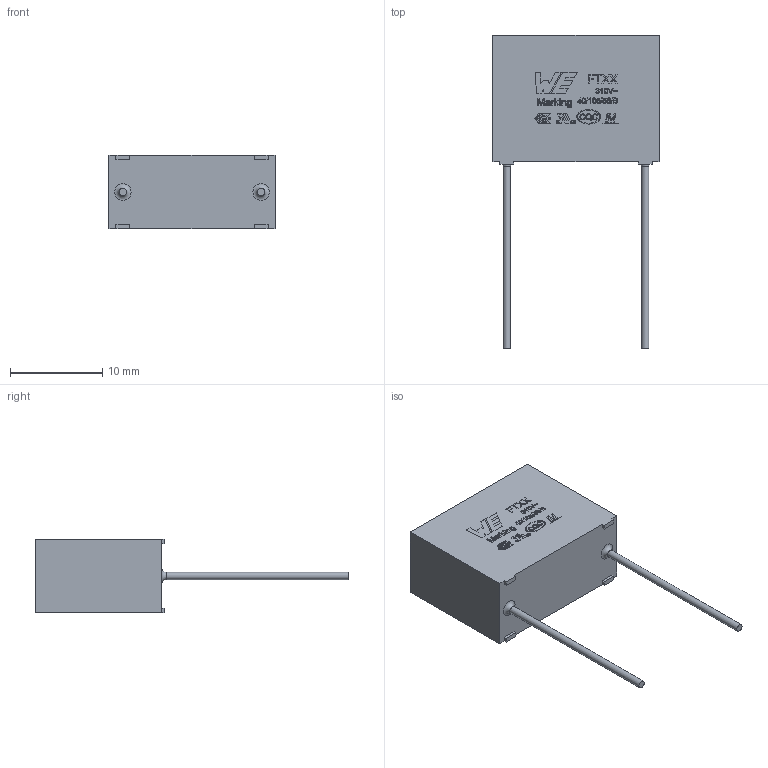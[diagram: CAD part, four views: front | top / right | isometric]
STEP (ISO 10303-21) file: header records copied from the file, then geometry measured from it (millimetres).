
FILE_DESCRIPTION( ( 'Unknown' ), '1' );
FILE_NAME( '15x18x14x8.stp', 'Unknown', ( 'Unknown' ), ( 'Unknown' ), 'PSStep 16.0.42', 'Unknown', ' ' );
FILE_SCHEMA( ( 'AUTOMOTIVE_DESIGN { 1 0 10303 214 1 1 1 1 }' ) );
Length unit declared in the file: millimetre
Products named in the file (1): 1
Bounding box: 18 x 34 x 8 mm (x, y, z)
Volume: 1993.8 mm3; surface area: 1107.6 mm2
Topology: 1 solids, 1 shells, 520 faces, 1326 edges, 884 vertices
Faces by surface type: plane 416, extrusion 97, cylinder 5, torus 2
Full cylindrical faces by diameter (mm): 0.8 x2
Entity records: 23912 total; most frequent: CARTESIAN_POINT 7995, ORIENTED_EDGE 2614, DIRECTION 1853, EDGE_CURVE 1307, VECTOR 969, VERTEX_POINT 882, LINE 872, EDGE_LOOP 613
